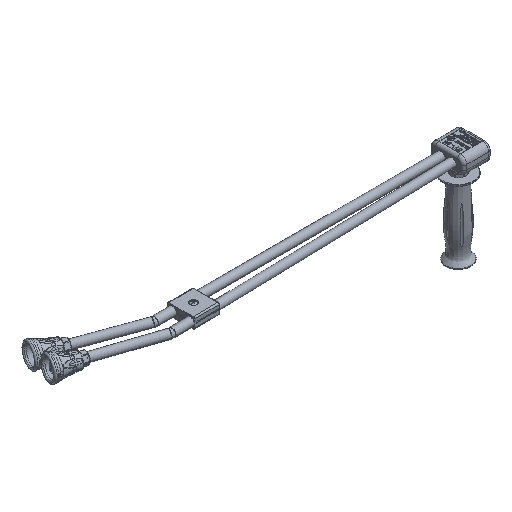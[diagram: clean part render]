
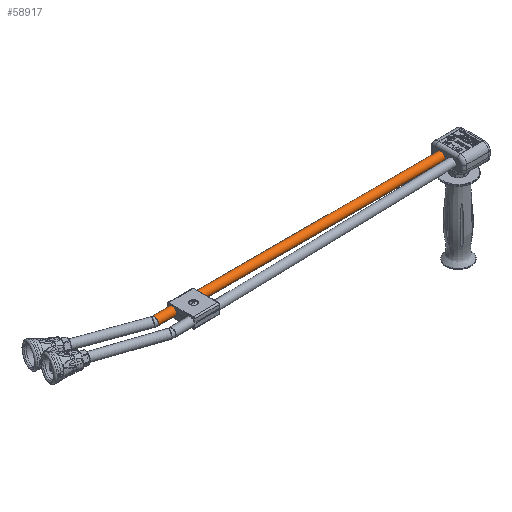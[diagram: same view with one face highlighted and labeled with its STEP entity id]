
A CAD part, isometric view. The second image highlights one B-rep face of the part: STEP entity #58917.
In plain terms, the highlighted cylindrical face has radius 6.35 mm (diameter 12.7 mm), a full revolution.
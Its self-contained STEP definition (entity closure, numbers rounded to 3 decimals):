
#947=CYLINDRICAL_SURFACE('',#61698,6.35);
#1618=CIRCLE('',#61582,6.35);
#1657=CIRCLE('',#61679,6.35);
#1664=CIRCLE('',#61699,6.35);
#1665=CIRCLE('',#61700,6.35);
#2926=LINE('',#76377,#6182);
#2927=LINE('',#76381,#6183);
#6182=VECTOR('',#65654,1000.);
#6183=VECTOR('',#65657,1000.);
#10587=ORIENTED_EDGE('',*,*,#22356,.T.);
#10588=ORIENTED_EDGE('',*,*,#22578,.F.);
#10589=ORIENTED_EDGE('',*,*,#22579,.T.);
#10590=ORIENTED_EDGE('',*,*,#22580,.T.);
#10591=ORIENTED_EDGE('',*,*,#22581,.T.);
#10592=ORIENTED_EDGE('',*,*,#22560,.F.);
#22356=EDGE_CURVE('',#28491,#28491,#1618,.T.);
#22560=EDGE_CURVE('',#28629,#28630,#1657,.F.);
#22578=EDGE_CURVE('',#28639,#28639,#1664,.T.);
#22579=EDGE_CURVE('',#28629,#28640,#2926,.F.);
#22580=EDGE_CURVE('',#28640,#28641,#1665,.F.);
#22581=EDGE_CURVE('',#28641,#28630,#2927,.T.);
#28491=VERTEX_POINT('',#75855);
#28629=VERTEX_POINT('',#76334);
#28630=VERTEX_POINT('',#76336);
#28639=VERTEX_POINT('',#76376);
#28640=VERTEX_POINT('',#76378);
#28641=VERTEX_POINT('',#76380);
#34446=EDGE_LOOP('',(#10587));
#34447=EDGE_LOOP('',(#10588));
#34448=EDGE_LOOP('',(#10589,#10590,#10591,#10592));
#37320=FACE_BOUND('',#34446,.T.);
#37321=FACE_BOUND('',#34447,.T.);
#37322=FACE_BOUND('',#34448,.T.);
#58917=ADVANCED_FACE('',(#37320,#37321,#37322),#947,.T.);
#61582=AXIS2_PLACEMENT_3D('',#75854,#65246,#65247);
#61679=AXIS2_PLACEMENT_3D('',#76335,#65601,#65602);
#61698=AXIS2_PLACEMENT_3D('',#76374,#65650,#65651);
#61699=AXIS2_PLACEMENT_3D('',#76375,#65652,#65653);
#61700=AXIS2_PLACEMENT_3D('',#76379,#65655,#65656);
#65246=DIRECTION('',(-1.,0.,0.));
#65247=DIRECTION('',(0.,0.,1.));
#65601=DIRECTION('',(1.,0.,0.));
#65602=DIRECTION('',(0.,0.,-1.));
#65650=DIRECTION('',(-1.,0.,0.));
#65651=DIRECTION('',(0.,1.,0.));
#65652=DIRECTION('',(-1.,0.,0.));
#65653=DIRECTION('',(0.,1.,0.));
#65654=DIRECTION('',(1.,0.,0.));
#65655=DIRECTION('',(1.,0.,0.));
#65656=DIRECTION('',(0.,0.,-1.));
#65657=DIRECTION('',(1.,0.,0.));
#75854=CARTESIAN_POINT('',(0.3,0.,0.));
#75855=CARTESIAN_POINT('',(0.3,0.,6.35));
#76334=CARTESIAN_POINT('',(-4.5,-6.124,1.677));
#76335=CARTESIAN_POINT('',(-4.5,0.,0.));
#76336=CARTESIAN_POINT('',(-4.5,6.124,1.678));
#76374=CARTESIAN_POINT('',(14.,0.,0.));
#76375=CARTESIAN_POINT('',(-464.5,0.,0.));
#76376=CARTESIAN_POINT('',(-464.5,6.35,0.));
#76377=CARTESIAN_POINT('',(-5.75,-6.124,1.677));
#76378=CARTESIAN_POINT('',(-7.,-6.124,1.677));
#76379=CARTESIAN_POINT('',(-7.,0.,0.));
#76380=CARTESIAN_POINT('',(-7.,6.124,1.678));
#76381=CARTESIAN_POINT('',(-5.75,6.124,1.678));
